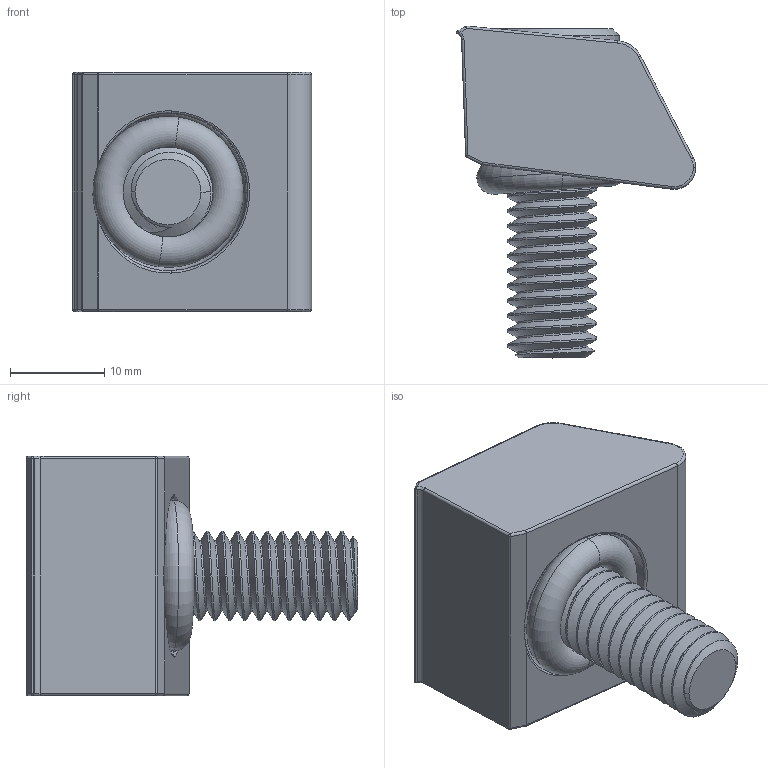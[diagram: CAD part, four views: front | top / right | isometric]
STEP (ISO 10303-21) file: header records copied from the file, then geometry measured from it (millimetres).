
FILE_DESCRIPTION (( 'STEP AP214' ), '1' );
FILE_NAME ('56070.STEP', '2017-10-31T12:23:08', ( 'Mike W' ), ( '' ), 'SwSTEP 2.0', 'SolidWorks 2017', '' );
FILE_SCHEMA (( 'AUTOMOTIVE_DESIGN' ));
Length unit declared in the file: inch
Products named in the file (4): 56070; 204 O-RING_204 O-RING; M1025MM SHCS_M1025MM SHCS; 260701_260701
Assembly tree (3 placements, depth 2):
  56070
    260701_260701
    M1025MM SHCS_M1025MM SHCS
    204 O-RING_204 O-RING
Bounding box: 25.4 x 35.2 x 25.4 mm (x, y, z)
Volume: 8021.1 mm3; surface area: 5377.3 mm2
Topology: 3 solids, 3 shells, 187 faces, 468 edges, 282 vertices
Faces by surface type: cylinder 99, bspline 26, plane 25, torus 16, cone 15, sphere 6
Entity records: 8980 total; most frequent: CARTESIAN_POINT 4968, ORIENTED_EDGE 924, DIRECTION 712, EDGE_CURVE 462, AXIS2_PLACEMENT_3D 283, VERTEX_POINT 280, EDGE_LOOP 190, ADVANCED_FACE 187
